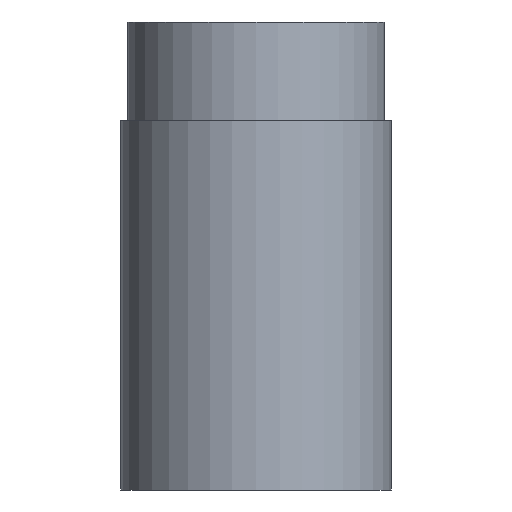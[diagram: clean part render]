
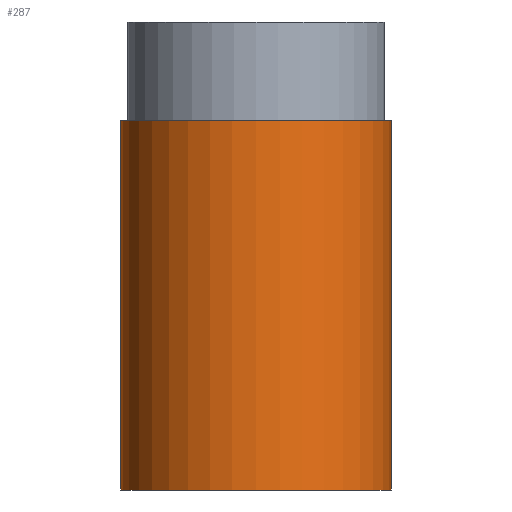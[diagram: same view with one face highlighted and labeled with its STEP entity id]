
A CAD part, front view. The second image highlights one B-rep face of the part: STEP entity #287.
In plain terms, the highlighted cylindrical face has radius 17.462 mm (diameter 34.925 mm), a partial arc.
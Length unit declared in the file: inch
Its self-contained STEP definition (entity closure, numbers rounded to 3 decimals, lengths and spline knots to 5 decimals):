
#26 = CYLINDRICAL_SURFACE ( 'NONE', #304, 0.6875 ) ;
#27 = CARTESIAN_POINT ( 'NONE',  ( -0.6875, 0., 0. ) ) ;
#34 = LINE ( 'NONE', #78, #267 ) ;
#37 = VERTEX_POINT ( 'NONE', #310 ) ;
#57 = DIRECTION ( 'NONE',  ( 1., 0., 0. ) ) ;
#65 = LINE ( 'NONE', #251, #228 ) ;
#72 = ORIENTED_EDGE ( 'NONE', *, *, #369, .F. ) ;
#78 = CARTESIAN_POINT ( 'NONE',  ( 0.6875, 0., 1.875 ) ) ;
#92 = AXIS2_PLACEMENT_3D ( 'NONE', #212, #330, #360 ) ;
#98 = ORIENTED_EDGE ( 'NONE', *, *, #100, .T. ) ;
#100 = EDGE_CURVE ( 'NONE', #103, #266, #367, .T. ) ;
#103 = VERTEX_POINT ( 'NONE', #27 ) ;
#118 = EDGE_LOOP ( 'NONE', ( #325, #72, #150, #98 ) ) ;
#145 = DIRECTION ( 'NONE',  ( 0., 0., 1. ) ) ;
#146 = EDGE_CURVE ( 'NONE', #37, #103, #65, .T. ) ;
#148 = CARTESIAN_POINT ( 'NONE',  ( 0., 0., 1.875 ) ) ;
#150 = ORIENTED_EDGE ( 'NONE', *, *, #146, .T. ) ;
#163 = DIRECTION ( 'NONE',  ( 0., 0., -1. ) ) ;
#181 = CARTESIAN_POINT ( 'NONE',  ( 0.6875, 0., 1.875 ) ) ;
#202 = CARTESIAN_POINT ( 'NONE',  ( 0.6875, 0., 0. ) ) ;
#208 = VERTEX_POINT ( 'NONE', #181 ) ;
#212 = CARTESIAN_POINT ( 'NONE',  ( 0., 0., 1.875 ) ) ;
#228 = VECTOR ( 'NONE', #283, 39.37008 ) ;
#251 = CARTESIAN_POINT ( 'NONE',  ( -0.6875, 0., 1.875 ) ) ;
#255 = DIRECTION ( 'NONE',  ( 0., 0., -1. ) ) ;
#266 = VERTEX_POINT ( 'NONE', #202 ) ;
#267 = VECTOR ( 'NONE', #163, 39.37008 ) ;
#283 = DIRECTION ( 'NONE',  ( 0., 0., -1. ) ) ;
#286 = FACE_OUTER_BOUND ( 'NONE', #118, .T. ) ;
#287 = ADVANCED_FACE ( 'NONE', ( #286 ), #26, .T. ) ;
#300 = AXIS2_PLACEMENT_3D ( 'NONE', #315, #145, #57 ) ;
#304 = AXIS2_PLACEMENT_3D ( 'NONE', #148, #255, #381 ) ;
#310 = CARTESIAN_POINT ( 'NONE',  ( -0.6875, 0., 1.875 ) ) ;
#315 = CARTESIAN_POINT ( 'NONE',  ( 0., 0., 0. ) ) ;
#317 = CIRCLE ( 'NONE', #92, 0.6875 ) ;
#318 = EDGE_CURVE ( 'NONE', #208, #266, #34, .T. ) ;
#325 = ORIENTED_EDGE ( 'NONE', *, *, #318, .F. ) ;
#330 = DIRECTION ( 'NONE',  ( 0., 0., 1. ) ) ;
#360 = DIRECTION ( 'NONE',  ( 1., 0., 0. ) ) ;
#367 = CIRCLE ( 'NONE', #300, 0.6875 ) ;
#369 = EDGE_CURVE ( 'NONE', #37, #208, #317, .T. ) ;
#381 = DIRECTION ( 'NONE',  ( -1., 0., 0. ) ) ;
